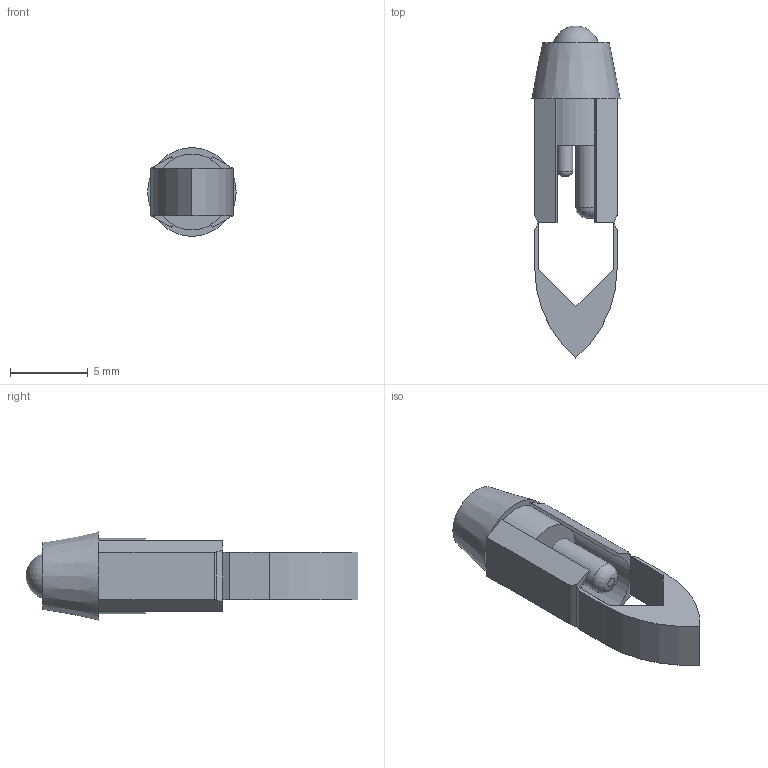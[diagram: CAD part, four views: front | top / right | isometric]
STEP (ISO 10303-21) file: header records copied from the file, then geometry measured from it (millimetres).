
FILE_DESCRIPTION(/* description */ (''),/* implementation_level */ '2;1');
FILE_NAME(/* name */ 'L5.5K_ipt.stp',/* time_stamp */ '2018-01-22T10:51:54+01:00',/* author */ ('ahoffmann'),/* organization */ (''),/* preprocessor_version */ 'ST-DEVELOPER v16.1',/* originating_system */ 'Autodesk Inventor 2016',/* authorisation */ '');
FILE_SCHEMA (('AUTOMOTIVE_DESIGN { 1 0 10303 214 3 1 1 }'));
Length unit declared in the file: millimetre
Products named in the file (1): L5.5K_ipt
Bounding box: 5.69 x 21.41 x 5.68 mm (x, y, z)
Volume: 228.2 mm3; surface area: 435.9 mm2
Topology: 2 solids, 2 shells, 54 faces, 132 edges, 83 vertices
Faces by surface type: plane 40, cylinder 10, bspline 2, cone 1, sphere 1
Full cylindrical faces by diameter (mm): 1 x1, 2 x1
Entity records: 1624 total; most frequent: CARTESIAN_POINT 321, DIRECTION 270, ORIENTED_EDGE 264, EDGE_CURVE 128, AXIS2_PLACEMENT_3D 91, LINE 88, VECTOR 88, VERTEX_POINT 82
